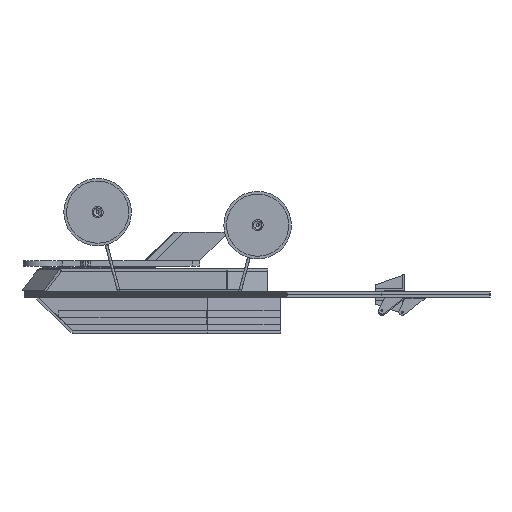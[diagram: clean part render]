
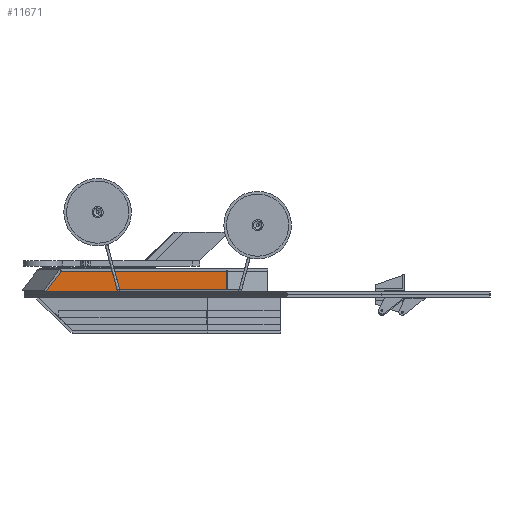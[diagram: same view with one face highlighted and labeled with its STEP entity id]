
A CAD part, left-side view. The second image highlights one B-rep face of the part: STEP entity #11671.
In plain terms, the highlighted planar face has unit normal (-1, 0, 0).
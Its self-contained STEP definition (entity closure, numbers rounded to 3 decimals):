
#11358=CARTESIAN_POINT('Line Origine',(-37.,258.967,1.)) ;
#11362=CARTESIAN_POINT('Vertex',(-37.,258.967,2.)) ;
#11364=CARTESIAN_POINT('Vertex',(-37.,258.967,0.)) ;
#11406=CARTESIAN_POINT('Vertex',(-37.,238.967,2.)) ;
#11409=CARTESIAN_POINT('Line Origine',(-37.,238.967,1.)) ;
#11413=CARTESIAN_POINT('Vertex',(-37.,238.967,0.)) ;
#11433=CARTESIAN_POINT('Line Origine',(-37.,248.967,0.)) ;
#11445=CARTESIAN_POINT('Line Origine',(-37.,150.,1.)) ;
#11449=CARTESIAN_POINT('Vertex',(-37.,150.,2.)) ;
#11451=CARTESIAN_POINT('Vertex',(-37.,150.,0.)) ;
#11480=CARTESIAN_POINT('Line Origine',(-37.,140.,0.)) ;
#11484=CARTESIAN_POINT('Vertex',(-37.,130.,0.)) ;
#11510=CARTESIAN_POINT('Vertex',(-37.,263.967,2.)) ;
#11515=CARTESIAN_POINT('Line Origine',(-37.,258.133,9.5)) ;
#11519=CARTESIAN_POINT('Vertex',(-37.,252.3,17.)) ;
#11541=CARTESIAN_POINT('Line Origine',(-37.,261.467,2.)) ;
#11558=CARTESIAN_POINT('Line Origine',(-37.,191.15,17.)) ;
#11562=CARTESIAN_POINT('Vertex',(-37.,130.,17.)) ;
#11589=CARTESIAN_POINT('Line Origine',(-37.,194.483,2.)) ;
#11632=CARTESIAN_POINT('Line Origine',(-37.,130.,9.5)) ;
#11636=CARTESIAN_POINT('Vertex',(-37.,130.,2.)) ;
#11639=CARTESIAN_POINT('Line Origine',(-37.,130.,1.)) ;
#11653=CARTESIAN_POINT('Axis2P3D Location',(-37.,263.967,2.)) ;
#11359=DIRECTION('Vector Direction',(0.,0.,-1.)) ;
#11410=DIRECTION('Vector Direction',(0.,0.,-1.)) ;
#11434=DIRECTION('Vector Direction',(0.,1.,0.)) ;
#11446=DIRECTION('Vector Direction',(0.,0.,-1.)) ;
#11481=DIRECTION('Vector Direction',(0.,1.,0.)) ;
#11516=DIRECTION('Vector Direction',(0.,-0.614,0.789)) ;
#11542=DIRECTION('Vector Direction',(0.,-1.,0.)) ;
#11559=DIRECTION('Vector Direction',(0.,-1.,0.)) ;
#11590=DIRECTION('Vector Direction',(0.,-1.,0.)) ;
#11633=DIRECTION('Vector Direction',(0.,0.,1.)) ;
#11640=DIRECTION('Vector Direction',(0.,0.,-1.)) ;
#11654=DIRECTION('Axis2P3D Direction',(-1.,0.,0.)) ;
#11655=DIRECTION('Axis2P3D XDirection',(0.,-1.,0.)) ;
#11656=AXIS2_PLACEMENT_3D('Plane Axis2P3D',#11653,#11654,#11655) ;
#11659=ORIENTED_EDGE('',*,*,#11643,.F.) ;
#11660=ORIENTED_EDGE('',*,*,#11638,.T.) ;
#11661=ORIENTED_EDGE('',*,*,#11564,.F.) ;
#11662=ORIENTED_EDGE('',*,*,#11521,.F.) ;
#11663=ORIENTED_EDGE('',*,*,#11545,.T.) ;
#11664=ORIENTED_EDGE('',*,*,#11366,.T.) ;
#11665=ORIENTED_EDGE('',*,*,#11437,.F.) ;
#11666=ORIENTED_EDGE('',*,*,#11415,.F.) ;
#11667=ORIENTED_EDGE('',*,*,#11593,.T.) ;
#11668=ORIENTED_EDGE('',*,*,#11453,.T.) ;
#11669=ORIENTED_EDGE('',*,*,#11486,.F.) ;
#11360=VECTOR('Line Direction',#11359,1.) ;
#11411=VECTOR('Line Direction',#11410,1.) ;
#11435=VECTOR('Line Direction',#11434,1.) ;
#11447=VECTOR('Line Direction',#11446,1.) ;
#11482=VECTOR('Line Direction',#11481,1.) ;
#11517=VECTOR('Line Direction',#11516,1.) ;
#11543=VECTOR('Line Direction',#11542,1.) ;
#11560=VECTOR('Line Direction',#11559,1.) ;
#11591=VECTOR('Line Direction',#11590,1.) ;
#11634=VECTOR('Line Direction',#11633,1.) ;
#11641=VECTOR('Line Direction',#11640,1.) ;
#11671=ADVANCED_FACE('\X2\4E0B673A8EAB4FA7\X0\',(#11670),#11657,.T.) ;
#11366=EDGE_CURVE('',#11363,#11365,#11361,.T.) ;
#11415=EDGE_CURVE('',#11407,#11414,#11412,.T.) ;
#11437=EDGE_CURVE('',#11414,#11365,#11436,.T.) ;
#11453=EDGE_CURVE('',#11450,#11452,#11448,.T.) ;
#11486=EDGE_CURVE('',#11485,#11452,#11483,.T.) ;
#11521=EDGE_CURVE('',#11511,#11520,#11518,.T.) ;
#11545=EDGE_CURVE('',#11511,#11363,#11544,.T.) ;
#11564=EDGE_CURVE('',#11520,#11563,#11561,.T.) ;
#11593=EDGE_CURVE('',#11407,#11450,#11592,.T.) ;
#11638=EDGE_CURVE('',#11637,#11563,#11635,.T.) ;
#11643=EDGE_CURVE('',#11637,#11485,#11642,.T.) ;
#11658=EDGE_LOOP('',(#11659,#11660,#11661,#11662,#11663,#11664,#11665,#11666,#11667,#11668,#11669)) ;
#11670=FACE_OUTER_BOUND('',#11658,.T.) ;
#11361=LINE('Line',#11358,#11360) ;
#11412=LINE('Line',#11409,#11411) ;
#11436=LINE('Line',#11433,#11435) ;
#11448=LINE('Line',#11445,#11447) ;
#11483=LINE('Line',#11480,#11482) ;
#11518=LINE('Line',#11515,#11517) ;
#11544=LINE('Line',#11541,#11543) ;
#11561=LINE('Line',#11558,#11560) ;
#11592=LINE('Line',#11589,#11591) ;
#11635=LINE('Line',#11632,#11634) ;
#11642=LINE('Line',#11639,#11641) ;
#11657=PLANE('',#11656) ;
#11363=VERTEX_POINT('',#11362) ;
#11365=VERTEX_POINT('',#11364) ;
#11407=VERTEX_POINT('',#11406) ;
#11414=VERTEX_POINT('',#11413) ;
#11450=VERTEX_POINT('',#11449) ;
#11452=VERTEX_POINT('',#11451) ;
#11485=VERTEX_POINT('',#11484) ;
#11511=VERTEX_POINT('',#11510) ;
#11520=VERTEX_POINT('',#11519) ;
#11563=VERTEX_POINT('',#11562) ;
#11637=VERTEX_POINT('',#11636) ;
